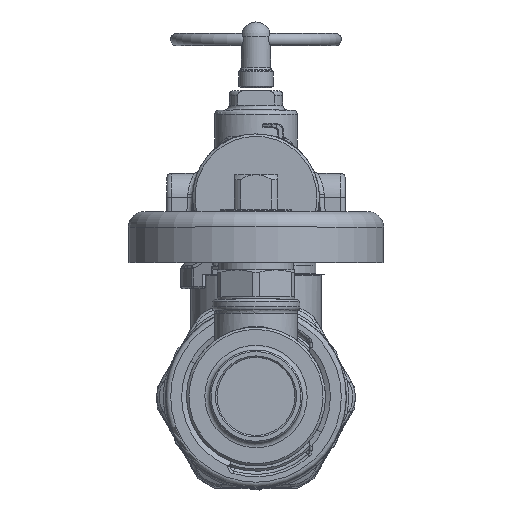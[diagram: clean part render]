
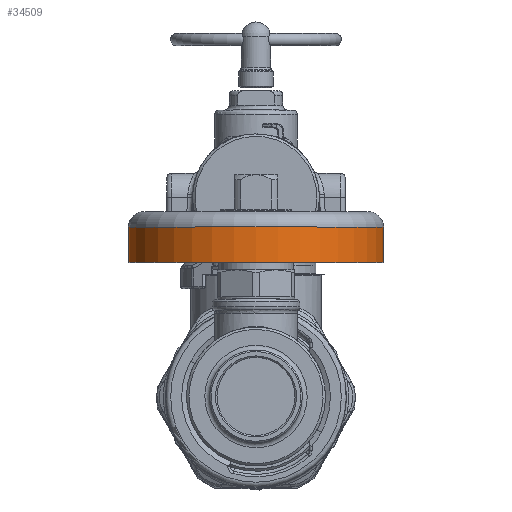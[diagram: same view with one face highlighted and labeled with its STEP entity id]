
A CAD part, top view. The second image highlights one B-rep face of the part: STEP entity #34509.
In plain terms, the highlighted cylindrical face has radius 26.162 mm (diameter 52.324 mm), a full revolution.
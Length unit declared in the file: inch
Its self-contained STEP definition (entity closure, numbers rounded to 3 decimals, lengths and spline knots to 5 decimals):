
#5135=FACE_OUTER_BOUND('',#7454,.T.);
#7454=EDGE_LOOP('',(#31140,#31141,#31142,#31143,#31144));
#10956=CIRCLE('',#38222,1.03);
#10957=CIRCLE('',#38223,1.03);
#10958=CIRCLE('',#38225,1.03);
#12171=LINE('',#140615,#13316);
#13316=VECTOR('',#46374,1.03);
#16149=VERTEX_POINT('',#140608);
#16150=VERTEX_POINT('',#140610);
#16151=VERTEX_POINT('',#140614);
#21171=EDGE_CURVE('',#16149,#16150,#10956,.T.);
#21172=EDGE_CURVE('',#16150,#16149,#10957,.T.);
#21173=EDGE_CURVE('',#16150,#16151,#12171,.T.);
#21174=EDGE_CURVE('',#16151,#16151,#10958,.T.);
#31140=ORIENTED_EDGE('',*,*,#21172,.F.);
#31141=ORIENTED_EDGE('',*,*,#21173,.T.);
#31142=ORIENTED_EDGE('',*,*,#21174,.F.);
#31143=ORIENTED_EDGE('',*,*,#21173,.F.);
#31144=ORIENTED_EDGE('',*,*,#21171,.F.);
#32361=CYLINDRICAL_SURFACE('',#38224,1.03);
#34509=ADVANCED_FACE('',(#5135),#32361,.T.);
#38222=AXIS2_PLACEMENT_3D('',#140611,#46368,#46369);
#38223=AXIS2_PLACEMENT_3D('',#140612,#46370,#46371);
#38224=AXIS2_PLACEMENT_3D('',#140613,#46372,#46373);
#38225=AXIS2_PLACEMENT_3D('',#140616,#46375,#46376);
#46368=DIRECTION('center_axis',(1.,0.,0.));
#46369=DIRECTION('ref_axis',(0.,1.,0.));
#46370=DIRECTION('center_axis',(1.,0.,0.));
#46371=DIRECTION('ref_axis',(0.,1.,0.));
#46372=DIRECTION('center_axis',(1.,0.,0.));
#46373=DIRECTION('ref_axis',(0.,1.,0.));
#46374=DIRECTION('',(-1.,0.,0.));
#46375=DIRECTION('center_axis',(-1.,0.,0.));
#46376=DIRECTION('ref_axis',(0.,1.,0.));
#140608=CARTESIAN_POINT('',(1.3674,1.03,0.));
#140610=CARTESIAN_POINT('',(1.3674,-1.03,0.));
#140611=CARTESIAN_POINT('Origin',(1.3674,0.,0.));
#140612=CARTESIAN_POINT('Origin',(1.3674,0.,0.));
#140613=CARTESIAN_POINT('Origin',(1.0824,0.,0.));
#140614=CARTESIAN_POINT('',(1.0824,-1.03,0.));
#140615=CARTESIAN_POINT('',(1.0824,-1.03,0.));
#140616=CARTESIAN_POINT('Origin',(1.0824,0.,0.));
